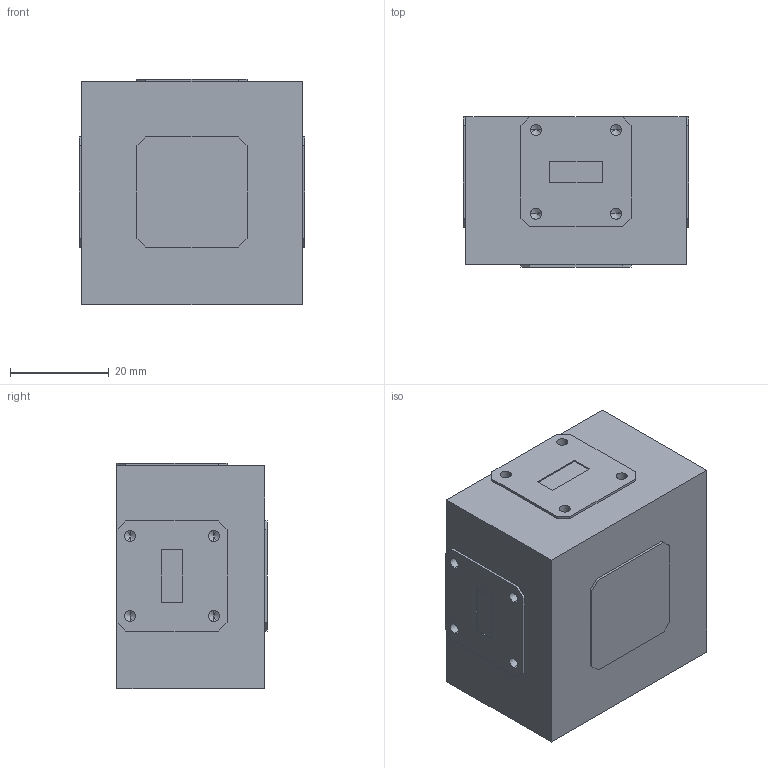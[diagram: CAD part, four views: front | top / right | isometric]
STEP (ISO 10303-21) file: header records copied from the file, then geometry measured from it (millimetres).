
FILE_DESCRIPTION (( 'STEP AP203' ), '1' );
FILE_NAME ('SWP-18327302-42-S1-2.STEP', '2025-01-29T20:39:04', ( '' ), ( '' ), 'SwSTEP 2.0', 'SolidWorks 2021', '' );
FILE_SCHEMA (( 'CONFIG_CONTROL_DESIGN' ));
Length unit declared in the file: inch
Products named in the file (1): SWP-18327302-42-S1-2
Bounding box: 45.72 x 30.48 x 45.72 mm (x, y, z)
Volume: 61184.2 mm3; surface area: 10252.3 mm2
Topology: 1 solids, 1 shells, 118 faces, 304 edges, 176 vertices
Faces by surface type: plane 54, cylinder 32, cone 32
Entity records: 3391 total; most frequent: DIRECTION 574, CARTESIAN_POINT 567, ORIENTED_EDGE 544, EDGE_CURVE 272, LINE 208, VECTOR 208, AXIS2_PLACEMENT_3D 183, VERTEX_POINT 176
